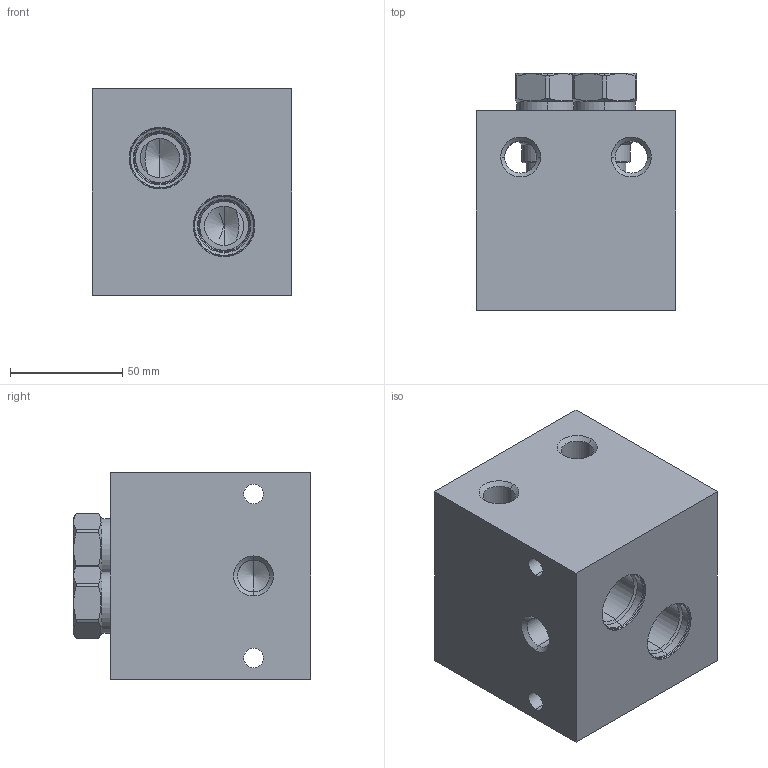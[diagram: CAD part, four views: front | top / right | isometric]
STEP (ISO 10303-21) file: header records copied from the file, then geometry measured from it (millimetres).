
FILE_DESCRIPTION((''),'2;1');
FILE_NAME('CMB_ASM','2021-07-29T',('ProEService'),(''),'PRO/ENGINEER BY PARAMETRIC TECHNOLOGY CORPORATION, 2014200','PRO/ENGINEER BY PARAMETRIC TECHNOLOGY CORPORATION, 2014200','');
FILE_SCHEMA(('CONFIG_CONTROL_DESIGN'));
Length unit declared in the file: inch
Products named in the file (3): 151-171-001; CXFAXAN; CMB_ASM
Assembly tree (3 placements, depth 2):
  CMB_ASM
    151-171-001
    CXFAXAN  x2
Bounding box: 88.9 x 105.56 x 92.08 mm (x, y, z)
Volume: 627728.2 mm3; surface area: 94288.7 mm2
Topology: 7 solids, 7 shells, 314 faces, 970 edges, 790 vertices
Faces by surface type: cylinder 118, cone 80, plane 52, torus 48, revolution 16
Entity records: 9393 total; most frequent: CARTESIAN_POINT 2871, DIRECTION 1429, ORIENTED_EDGE 1010, EDGE_CURVE 505, AXIS2_PLACEMENT_3D 497, VECTOR 427, LINE 427, VERTEX_POINT 302
